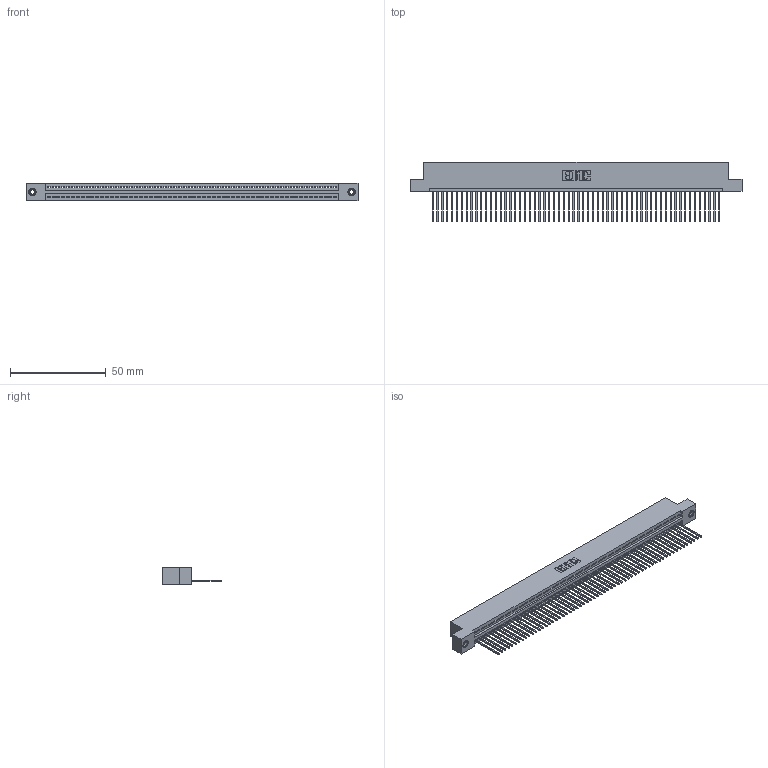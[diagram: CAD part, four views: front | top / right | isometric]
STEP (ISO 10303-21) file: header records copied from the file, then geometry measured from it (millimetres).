
FILE_DESCRIPTION (( 'STEP AP203' ), '1' );
FILE_NAME ('345-060-542-108.STEP', '2018-09-27T02:24:31', ( '' ), ( '' ), 'SwSTEP 2.0', 'SolidWorks 2016', '' );
FILE_SCHEMA (( 'CONFIG_CONTROL_DESIGN' ));
Length unit declared in the file: inch
Products named in the file (4): 345-250-001_345-250-003-102; 345-292-001_345-293-142; 345 Part_Flush Mounting Lugs - 0.156 Dia-TI; 345-060-542-108
Assembly tree (63 placements, depth 2):
  345-060-542-108
    345 Part_Flush Mounting Lugs - 0.156 Dia-TI
    345-292-001_345-293-142  x60
    345-250-001_345-250-003-102  x2
Bounding box: 173.61 x 31.29 x 9.4 mm (x, y, z)
Volume: 16764 mm3; surface area: 23385.8 mm2
Topology: 63 solids, 63 shells, 3666 faces, 11037 edges, 7270 vertices
Faces by surface type: plane 2512, cylinder 1138, cone 12, torus 4
Entity records: 43938 total; most frequent: CARTESIAN_POINT 7591, ORIENTED_EDGE 7578, DIRECTION 6631, EDGE_CURVE 3789, VECTOR 3397, LINE 3397, VERTEX_POINT 2520, AXIS2_PLACEMENT_3D 1617
